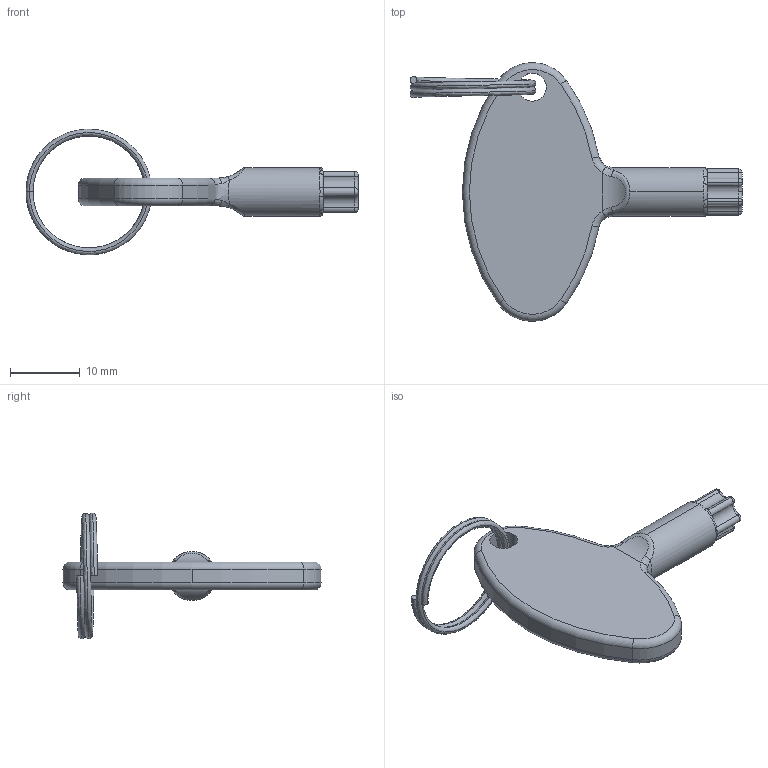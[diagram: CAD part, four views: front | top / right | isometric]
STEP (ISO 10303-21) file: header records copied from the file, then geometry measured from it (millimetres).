
FILE_DESCRIPTION (( 'STEP AP214' ), '1' );
FILE_NAME ('TL_407_2.STEP', '2015-08-24T04:29:49', ( '' ), ( '' ), 'SwSTEP 2.0', 'SolidWorks 2015', '' );
FILE_SCHEMA (( 'AUTOMOTIVE_DESIGN' ));
Length unit declared in the file: millimetre
Products named in the file (3): ring; key; TL_407_2
Assembly tree (2 placements, depth 2):
  TL_407_2
    key
    ring
Bounding box: 47.5 x 36.96 x 17.99 mm (x, y, z)
Volume: 2908.6 mm3; surface area: 2283.7 mm2
Topology: 2 solids, 2 shells, 97 faces, 229 edges, 137 vertices
Faces by surface type: torus 34, cylinder 29, bspline 22, plane 12
Entity records: 4374 total; most frequent: CARTESIAN_POINT 2060, DIRECTION 518, ORIENTED_EDGE 458, AXIS2_PLACEMENT_3D 245, EDGE_CURVE 229, CIRCLE 165, VERTEX_POINT 137, EDGE_LOOP 100
